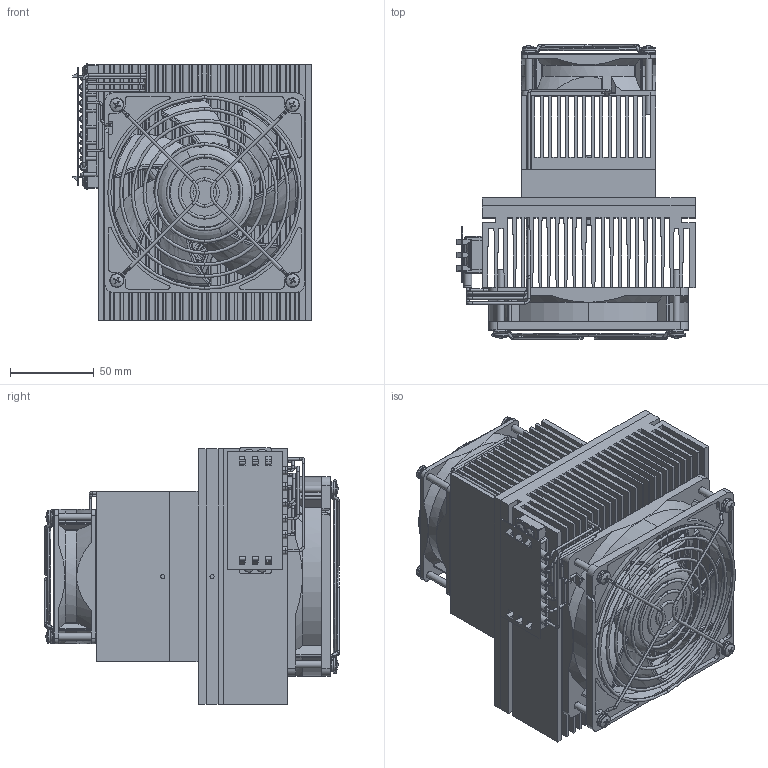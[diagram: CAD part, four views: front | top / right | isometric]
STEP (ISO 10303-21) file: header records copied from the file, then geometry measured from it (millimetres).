
FILE_DESCRIPTION(/* description */ ('Alibre Inc.'),/* implementation_level */ '2;1');
FILE_NAME(/* name */ 'export-6706D812-CB27-4B15-BCF1-2F7268BCF9B2',/* time_stamp */ '2022-01-20T14:38:02-05:00',/* author */ (''),/* organization */ (''),/* preprocessor_version */ 'ST-DEVELOPER v17',/* originating_system */ 'Alibre',/* authorisation */ '');
FILE_SCHEMA (('AUTOMOTIVE_DESIGN'));
Length unit declared in the file: inch
Products named in the file (54): sc120_w5_RIB; sc120_w5_RING; sc120_w5; sc80_w2; 8025A_RIBLESS_B; 12025G_RIBLESS
Bounding box: 142.19 x 175.85 x 153.16 mm (x, y, z)
Volume: 1042773.1 mm3; surface area: 690311.9 mm2
Topology: 135 solids, 135 shells, 3329 faces, 8520 edges, 5537 vertices
Faces by surface type: plane 1721, cylinder 675, bspline 550, torus 266, cone 64, sphere 53
Full cylindrical faces by diameter (mm): 1.448 x24, 1.524 x2, 1.575 x12, 2.459 x2, 2.642 x18, 3.048 x3, 3.505 x23, 4.134 x4, 4.166 x12, 4.216 x2, 4.267 x2, 4.318 x4, 4.699 x4, 5.588 x2, 5.74 x2, 6.299 x2, 6.35 x6, 6.858 x21, 8.179 x8, 9.525 x2, 10.312 x2, 12.7 x2
Entity records: 89777 total; most frequent: CARTESIAN_POINT 36038, ORIENTED_EDGE 11898, DIRECTION 8260, EDGE_CURVE 5949, VERTEX_POINT 3934, AXIS2_PLACEMENT_3D 3176, VECTOR 3135, LINE 3135
